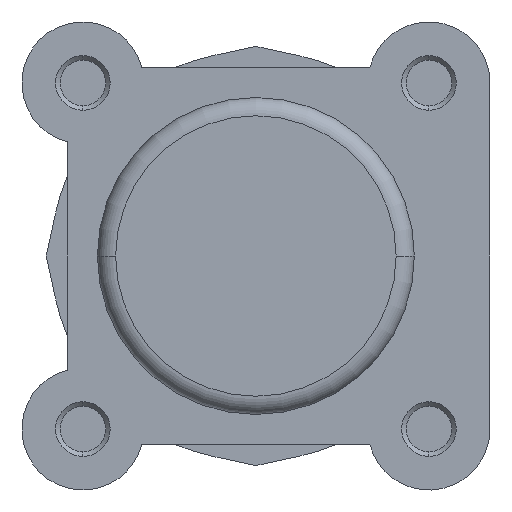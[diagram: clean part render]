
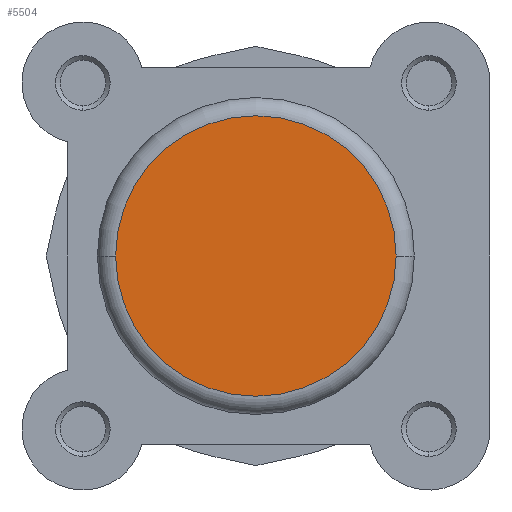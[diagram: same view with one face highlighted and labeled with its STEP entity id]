
A CAD part, left-side view. The second image highlights one B-rep face of the part: STEP entity #5504.
In plain terms, the highlighted planar face has unit normal (-1, 0, 0).
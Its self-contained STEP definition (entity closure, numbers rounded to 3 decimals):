
#432 = VERTEX_POINT ( 'NONE', #4106 ) ;
#435 = VERTEX_POINT ( 'NONE', #4112 ) ;
#950 = FACE_OUTER_BOUND ( 'NONE', #4729, .T. ) ;
#1602 = CIRCLE ( 'NONE', #5566, 15.4 ) ;
#1631 = CIRCLE ( 'NONE', #5572, 15.4 ) ;
#2017 = CARTESIAN_POINT ( 'NONE',  ( 0., 0., 0. ) ) ;
#2024 = DIRECTION ( 'NONE',  ( -1., 0., 0. ) ) ;
#2025 = DIRECTION ( 'NONE',  ( 0., 1., 0. ) ) ;
#2815 = PLANE ( 'NONE',  #5797 ) ;
#2818 = CARTESIAN_POINT ( 'NONE',  ( 0., 0., 0. ) ) ;
#2828 = DIRECTION ( 'NONE',  ( 1., 0., 0. ) ) ;
#2829 = DIRECTION ( 'NONE',  ( 0., 1., 0. ) ) ;
#4106 = CARTESIAN_POINT ( 'NONE',  ( 0., 15.4, 0. ) ) ;
#4112 = CARTESIAN_POINT ( 'NONE',  ( 0., -15.4, 0. ) ) ;
#4582 = CARTESIAN_POINT ( 'NONE',  ( 0., 0., 0. ) ) ;
#4588 = DIRECTION ( 'NONE',  ( -1., 0., 0. ) ) ;
#4589 = DIRECTION ( 'NONE',  ( 0., 1., 0. ) ) ;
#4729 = EDGE_LOOP ( 'NONE', ( #5010, #5009 ) ) ;
#5009 = ORIENTED_EDGE ( 'NONE', *, *, #5179, .T. ) ;
#5010 = ORIENTED_EDGE ( 'NONE', *, *, #5159, .T. ) ;
#5159 = EDGE_CURVE ( 'NONE', #432, #435, #1602, .T. ) ;
#5179 = EDGE_CURVE ( 'NONE', #435, #432, #1631, .T. ) ;
#5504 = ADVANCED_FACE ( 'NONE', ( #950 ), #2815, .F. ) ;
#5566 = AXIS2_PLACEMENT_3D ( 'NONE', #4582, #4588, #4589 ) ;
#5572 = AXIS2_PLACEMENT_3D ( 'NONE', #2017, #2024, #2025 ) ;
#5797 = AXIS2_PLACEMENT_3D ( 'NONE', #2818, #2828, #2829 ) ;
